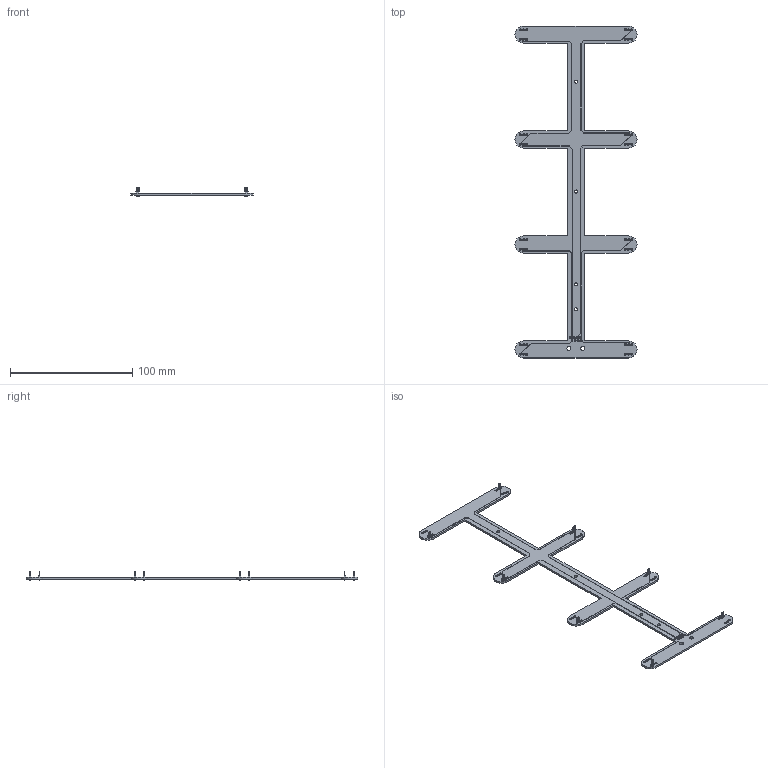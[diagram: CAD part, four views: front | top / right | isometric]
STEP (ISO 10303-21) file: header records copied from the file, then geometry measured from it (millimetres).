
FILE_DESCRIPTION(('KiCad electronic assembly'),'2;1');
FILE_NAME('mic_array_circuit.step','2024-06-03T14:32:16',('Pcbnew'),( 'Kicad'),'Open CASCADE STEP processor 7.7','KiCad to STEP converter' ,'Unknown');
FILE_SCHEMA(('AUTOMOTIVE_DESIGN { 1 0 10303 214 1 1 1 1 }'));
Length unit declared in the file: millimetre
Products named in the file (315): mic_array_circuit 1; PinHeader_1x03_P1.00mm_Vertical; PinHeader_1x03_P100mm_Vertical; mic_array_circuit_track_1; mic_array_circuit_track_2; mic_array_circuit_track_3; mic_array_circuit_track_4; mic_array_circuit_track_5; mic_array_circuit_track_6; mic_array_circuit_track_7; mic_array_circuit_track_8; mic_array_circuit_track_9; mic_array_circuit_track_10; mic_array_circuit_track_11; mic_array_circuit_track_12; mic_array_circuit_track_13; mic_array_circuit_track_14; mic_array_circuit_track_15; mic_array_circuit_track_16; mic_array_circuit_track_17; mic_array_circuit_track_18; mic_array_circuit_track_19; mic_array_circuit_track_20; mic_array_circuit_track_21; mic_array_circuit_track_22; mic_array_circuit_track_23; mic_array_circuit_track_24; mic_array_circuit_track_25; mic_array_circuit_track_26; mic_array_circuit_track_27; mic_array_circuit_track_28; mic_array_circuit_track_29; mic_array_circuit_track_30; mic_array_circuit_track_31; mic_array_circuit_track_32; mic_array_circuit_track_33; mic_array_circuit_track_34; mic_array_circuit_track_35; mic_array_circuit_track_36; mic_array_circuit_track_37 ...
Assembly tree (321 placements, depth 3):
  mic_array_circuit 1
    PinHeader_1x03_P1.00mm_Vertical  x8
      PinHeader_1x03_P100mm_Vertical
    mic_array_circuit_track_1
    mic_array_circuit_track_2
    mic_array_circuit_track_3
    mic_array_circuit_track_4
    mic_array_circuit_track_5
    mic_array_circuit_track_6
    mic_array_circuit_track_7
    mic_array_circuit_track_8
    mic_array_circuit_track_9
    mic_array_circuit_track_10
    mic_array_circuit_track_11
    mic_array_circuit_track_12
    mic_array_circuit_track_13
    mic_array_circuit_track_14
    mic_array_circuit_track_15
    mic_array_circuit_track_16
    mic_array_circuit_track_17
    mic_array_circuit_track_18
    mic_array_circuit_track_19
    mic_array_circuit_track_20
    mic_array_circuit_track_21
    mic_array_circuit_track_22
    mic_array_circuit_track_23
    mic_array_circuit_track_24
    mic_array_circuit_track_25
    mic_array_circuit_track_26
    mic_array_circuit_track_27
    mic_array_circuit_track_28
    mic_array_circuit_track_29
    mic_array_circuit_track_30
    mic_array_circuit_track_31
    mic_array_circuit_track_32
    mic_array_circuit_track_33
    mic_array_circuit_track_34
    mic_array_circuit_track_35
    mic_array_circuit_track_36
    mic_array_circuit_track_37
    mic_array_circuit_track_38
    mic_array_circuit_track_39
    mic_array_circuit_track_40
    mic_array_circuit_track_41
    mic_array_circuit_track_42
    mic_array_circuit_track_43
    mic_array_circuit_track_44
    mic_array_circuit_track_45
    mic_array_circuit_track_46
    mic_array_circuit_track_47
    mic_array_circuit_track_48
    mic_array_circuit_track_49
    mic_array_circuit_track_50
    mic_array_circuit_track_51
    mic_array_circuit_track_52
    mic_array_circuit_track_53
    mic_array_circuit_track_54
    mic_array_circuit_track_55
    mic_array_circuit_track_56
    mic_array_circuit_track_57
Bounding box: 100 x 272 x 7.8 mm (x, y, z)
Volume: 13481.8 mm3; surface area: 21760.5 mm2
Topology: 308 solids, 308 shells, 2261 faces, 4599 edges, 3002 vertices
Faces by surface type: plane 1610, cylinder 651
Full cylindrical faces by diameter (mm): 0.85 x24, 0.9 x16, 0.95 x144, 1 x96, 1.5 x14, 1.7 x80, 2.5 x4, 3.25 x2
Entity records: 53138 total; most frequent: DIRECTION 8743, CARTESIAN_POINT 7608, ORIENTED_EDGE 6678, AXIS2_PLACEMENT_3D 3353, EDGE_CURVE 3339, VERTEX_POINT 2218, FACE_BOUND 2195, EDGE_LOOP 2195
